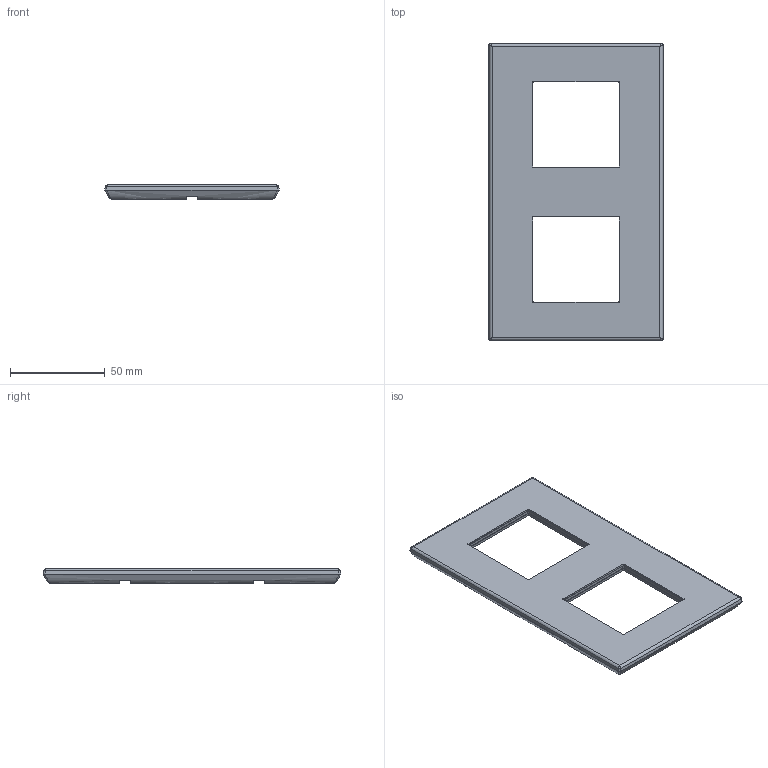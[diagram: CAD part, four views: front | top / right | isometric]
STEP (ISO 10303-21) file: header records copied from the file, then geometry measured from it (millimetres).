
FILE_DESCRIPTION(('CATIA V5 STEP Exchange','CAx-IF Rec.Pracs.--- Model Styling and Organization---1.5--- 2016-08-15','CAx-IF Rec.Pracs.---Supplemental Geometry---1.0---2011-11-01','CAx-IF Rec.Pracs.--- Composite Materials ---1.1---2010-07-15'),'2;1');
FILE_NAME('575020.stp','2022-09-08T09:07:19+00:00',('none'),('none'),'CATIA Version 5-6 Release 2020 SP3','CATIA V5 STEP AP214 v2','none');
FILE_SCHEMA(('AUTOMOTIVE_DESIGN { 1 0 10303 214 1 1 1 1 }'));
Length unit declared in the file: millimetre
Products named in the file (1): 575020
Bounding box: 92 x 157 x 7.7 mm (x, y, z)
Volume: 44681.6 mm3; surface area: 27532.7 mm2
Topology: 1 solids, 1 shells, 545 faces, 1564 edges, 1036 vertices
Faces by surface type: cone 206, plane 171, torus 120, cylinder 28, bspline 12, extrusion 8
Entity records: 19202 total; most frequent: CARTESIAN_POINT 6841, ORIENTED_EDGE 3120, DIRECTION 1674, EDGE_CURVE 1560, VERTEX_POINT 1036, AXIS2_PLACEMENT_3D 797, B_SPLINE_CURVE_WITH_KNOTS 754, EDGE_LOOP 568
